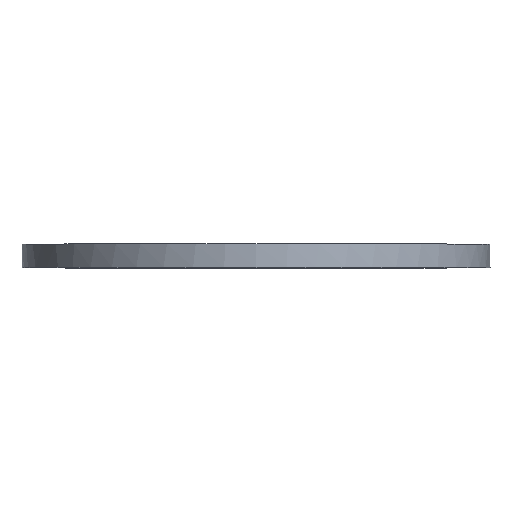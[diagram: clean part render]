
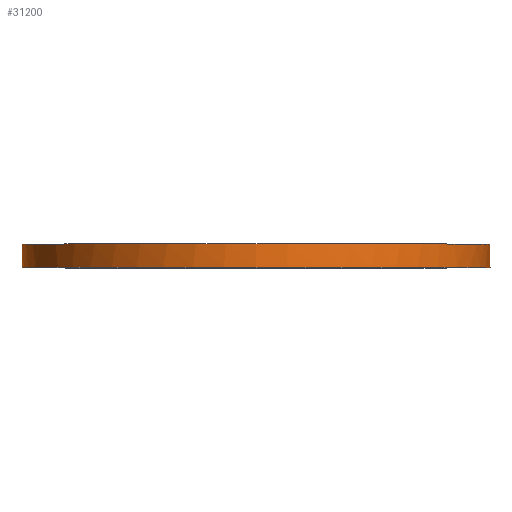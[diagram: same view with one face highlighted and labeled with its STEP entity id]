
A CAD part, top view. The second image highlights one B-rep face of the part: STEP entity #31200.
In plain terms, the highlighted free-form (B-spline) face has degree [5, 1] with [21, 2] control points.
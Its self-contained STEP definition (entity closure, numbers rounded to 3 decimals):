
#3016=FACE_OUTER_BOUND('',#4851,.T.);
#4851=EDGE_LOOP('',(#28710,#28711,#28712,#28713));
#7569=LINE('',#54560,#10286);
#10286=VECTOR('',#37430,10.);
#10915=B_SPLINE_CURVE_WITH_KNOTS('',5,(#43400,#43401,#43402,#43403,#43404,
#43405,#43406,#43407,#43408,#43409,#43410,#43411,#43412,#43413,#43414,#43415,
#43416,#43417,#43418,#43419,#43420),.UNSPECIFIED.,.T.,.F.,(6,1,1,1,1,1,
1,1,1,1,1,1,1,1,1,1,6),(0.,0.088,0.138,0.197,
0.25,0.303,0.362,0.429,0.5,0.571,
0.638,0.697,0.75,0.803,0.862,
0.912,1.),.UNSPECIFIED.);
#11880=B_SPLINE_CURVE_WITH_KNOTS('',5,(#54485,#54486,#54487,#54488,#54489,
#54490,#54491,#54492,#54493,#54494,#54495,#54496,#54497,#54498,#54499,#54500,
#54501,#54502,#54503,#54504,#54505),.UNSPECIFIED.,.T.,.F.,(6,1,1,1,1,1,
1,1,1,1,1,1,1,1,1,1,6),(-1.,-0.912,-0.862,-0.803,
-0.75,-0.697,-0.638,-0.571,-0.5,-0.429,
-0.362,-0.303,-0.25,-0.197,-0.138,
-0.088,0.),.UNSPECIFIED.);
#12801=VERTEX_POINT('',#43399);
#14941=VERTEX_POINT('',#54484);
#16323=EDGE_CURVE('',#12801,#12801,#10915,.T.);
#19532=EDGE_CURVE('',#14941,#14941,#11880,.T.);
#19535=EDGE_CURVE('',#12801,#14941,#7569,.T.);
#28710=ORIENTED_EDGE('',*,*,#19535,.F.);
#28711=ORIENTED_EDGE('',*,*,#16323,.F.);
#28712=ORIENTED_EDGE('',*,*,#19535,.T.);
#28713=ORIENTED_EDGE('',*,*,#19532,.F.);
#29518=B_SPLINE_SURFACE_WITH_KNOTS('',5,1,((#54518,#54519),(#54520,#54521),
(#54522,#54523),(#54524,#54525),(#54526,#54527),(#54528,#54529),(#54530,
#54531),(#54532,#54533),(#54534,#54535),(#54536,#54537),(#54538,#54539),
(#54540,#54541),(#54542,#54543),(#54544,#54545),(#54546,#54547),(#54548,
#54549),(#54550,#54551),(#54552,#54553),(#54554,#54555),(#54556,#54557),
(#54558,#54559)),.UNSPECIFIED.,.T.,.F.,.F.,(6,1,1,1,1,1,1,1,1,1,1,1,1,1,
1,1,6),(2,2),(0.,0.088,0.138,0.197,
0.25,0.303,0.362,0.429,0.5,0.571,
0.638,0.697,0.75,0.803,0.862,
0.912,1.),(-0.15,0.15),.UNSPECIFIED.);
#31200=ADVANCED_FACE('',(#3016),#29518,.T.);
#37430=DIRECTION('',(0.,-1.,0.));
#43399=CARTESIAN_POINT('',(0.,1.5,35.));
#43400=CARTESIAN_POINT('Ctrl Pts',(0.,1.5,35.));
#43401=CARTESIAN_POINT('Ctrl Pts',(4.763,1.5,35.));
#43402=CARTESIAN_POINT('Ctrl Pts',(12.229,1.5,33.253));
#43403=CARTESIAN_POINT('Ctrl Pts',(21.706,1.5,26.843));
#43404=CARTESIAN_POINT('Ctrl Pts',(28.185,1.5,16.945));
#43405=CARTESIAN_POINT('Ctrl Pts',(30.044,1.5,7.557));
#43406=CARTESIAN_POINT('Ctrl Pts',(30.012,1.5,0.002));
#43407=CARTESIAN_POINT('Ctrl Pts',(30.041,1.5,-8.026));
#43408=CARTESIAN_POINT('Ctrl Pts',(28.058,1.5,-17.476));
#43409=CARTESIAN_POINT('Ctrl Pts',(19.054,1.5,-30.507));
#43410=CARTESIAN_POINT('Ctrl Pts',(0.,1.5,-39.393));
#43411=CARTESIAN_POINT('Ctrl Pts',(-19.054,1.5,-30.507));
#43412=CARTESIAN_POINT('Ctrl Pts',(-28.058,1.5,-17.476));
#43413=CARTESIAN_POINT('Ctrl Pts',(-30.041,1.5,-8.026));
#43414=CARTESIAN_POINT('Ctrl Pts',(-30.012,1.5,0.002));
#43415=CARTESIAN_POINT('Ctrl Pts',(-30.044,1.5,7.557));
#43416=CARTESIAN_POINT('Ctrl Pts',(-28.185,1.5,16.945));
#43417=CARTESIAN_POINT('Ctrl Pts',(-21.706,1.5,26.843));
#43418=CARTESIAN_POINT('Ctrl Pts',(-12.229,1.5,33.253));
#43419=CARTESIAN_POINT('Ctrl Pts',(-4.763,1.5,35.));
#43420=CARTESIAN_POINT('Ctrl Pts',(0.,1.5,35.));
#54484=CARTESIAN_POINT('',(0.,-1.5,35.));
#54485=CARTESIAN_POINT('Ctrl Pts',(0.,-1.5,35.));
#54486=CARTESIAN_POINT('Ctrl Pts',(-4.763,-1.5,35.));
#54487=CARTESIAN_POINT('Ctrl Pts',(-12.229,-1.5,33.253));
#54488=CARTESIAN_POINT('Ctrl Pts',(-21.706,-1.5,26.843));
#54489=CARTESIAN_POINT('Ctrl Pts',(-28.185,-1.5,16.945));
#54490=CARTESIAN_POINT('Ctrl Pts',(-30.044,-1.5,7.557));
#54491=CARTESIAN_POINT('Ctrl Pts',(-30.012,-1.5,0.002));
#54492=CARTESIAN_POINT('Ctrl Pts',(-30.041,-1.5,-8.026));
#54493=CARTESIAN_POINT('Ctrl Pts',(-28.058,-1.5,-17.476));
#54494=CARTESIAN_POINT('Ctrl Pts',(-19.054,-1.5,-30.507));
#54495=CARTESIAN_POINT('Ctrl Pts',(0.,-1.5,-39.393));
#54496=CARTESIAN_POINT('Ctrl Pts',(19.054,-1.5,-30.507));
#54497=CARTESIAN_POINT('Ctrl Pts',(28.058,-1.5,-17.476));
#54498=CARTESIAN_POINT('Ctrl Pts',(30.041,-1.5,-8.026));
#54499=CARTESIAN_POINT('Ctrl Pts',(30.012,-1.5,0.002));
#54500=CARTESIAN_POINT('Ctrl Pts',(30.044,-1.5,7.557));
#54501=CARTESIAN_POINT('Ctrl Pts',(28.185,-1.5,16.945));
#54502=CARTESIAN_POINT('Ctrl Pts',(21.706,-1.5,26.843));
#54503=CARTESIAN_POINT('Ctrl Pts',(12.229,-1.5,33.253));
#54504=CARTESIAN_POINT('Ctrl Pts',(4.763,-1.5,35.));
#54505=CARTESIAN_POINT('Ctrl Pts',(0.,-1.5,35.));
#54518=CARTESIAN_POINT('Ctrl Pts',(0.,-1.5,35.));
#54519=CARTESIAN_POINT('Ctrl Pts',(0.,1.5,35.));
#54520=CARTESIAN_POINT('Ctrl Pts',(4.763,-1.5,35.));
#54521=CARTESIAN_POINT('Ctrl Pts',(4.763,1.5,35.));
#54522=CARTESIAN_POINT('Ctrl Pts',(12.229,-1.5,33.253));
#54523=CARTESIAN_POINT('Ctrl Pts',(12.229,1.5,33.253));
#54524=CARTESIAN_POINT('Ctrl Pts',(21.706,-1.5,26.843));
#54525=CARTESIAN_POINT('Ctrl Pts',(21.706,1.5,26.843));
#54526=CARTESIAN_POINT('Ctrl Pts',(28.185,-1.5,16.945));
#54527=CARTESIAN_POINT('Ctrl Pts',(28.185,1.5,16.945));
#54528=CARTESIAN_POINT('Ctrl Pts',(30.044,-1.5,7.557));
#54529=CARTESIAN_POINT('Ctrl Pts',(30.044,1.5,7.557));
#54530=CARTESIAN_POINT('Ctrl Pts',(30.012,-1.5,0.002));
#54531=CARTESIAN_POINT('Ctrl Pts',(30.012,1.5,0.002));
#54532=CARTESIAN_POINT('Ctrl Pts',(30.041,-1.5,-8.026));
#54533=CARTESIAN_POINT('Ctrl Pts',(30.041,1.5,-8.026));
#54534=CARTESIAN_POINT('Ctrl Pts',(28.058,-1.5,-17.476));
#54535=CARTESIAN_POINT('Ctrl Pts',(28.058,1.5,-17.476));
#54536=CARTESIAN_POINT('Ctrl Pts',(19.054,-1.5,-30.507));
#54537=CARTESIAN_POINT('Ctrl Pts',(19.054,1.5,-30.507));
#54538=CARTESIAN_POINT('Ctrl Pts',(0.,-1.5,-39.393));
#54539=CARTESIAN_POINT('Ctrl Pts',(0.,1.5,-39.393));
#54540=CARTESIAN_POINT('Ctrl Pts',(-19.054,-1.5,-30.507));
#54541=CARTESIAN_POINT('Ctrl Pts',(-19.054,1.5,-30.507));
#54542=CARTESIAN_POINT('Ctrl Pts',(-28.058,-1.5,-17.476));
#54543=CARTESIAN_POINT('Ctrl Pts',(-28.058,1.5,-17.476));
#54544=CARTESIAN_POINT('Ctrl Pts',(-30.041,-1.5,-8.026));
#54545=CARTESIAN_POINT('Ctrl Pts',(-30.041,1.5,-8.026));
#54546=CARTESIAN_POINT('Ctrl Pts',(-30.012,-1.5,0.002));
#54547=CARTESIAN_POINT('Ctrl Pts',(-30.012,1.5,0.002));
#54548=CARTESIAN_POINT('Ctrl Pts',(-30.044,-1.5,7.557));
#54549=CARTESIAN_POINT('Ctrl Pts',(-30.044,1.5,7.557));
#54550=CARTESIAN_POINT('Ctrl Pts',(-28.185,-1.5,16.945));
#54551=CARTESIAN_POINT('Ctrl Pts',(-28.185,1.5,16.945));
#54552=CARTESIAN_POINT('Ctrl Pts',(-21.706,-1.5,26.843));
#54553=CARTESIAN_POINT('Ctrl Pts',(-21.706,1.5,26.843));
#54554=CARTESIAN_POINT('Ctrl Pts',(-12.229,-1.5,33.253));
#54555=CARTESIAN_POINT('Ctrl Pts',(-12.229,1.5,33.253));
#54556=CARTESIAN_POINT('Ctrl Pts',(-4.763,-1.5,35.));
#54557=CARTESIAN_POINT('Ctrl Pts',(-4.763,1.5,35.));
#54558=CARTESIAN_POINT('Ctrl Pts',(0.,-1.5,35.));
#54559=CARTESIAN_POINT('Ctrl Pts',(0.,1.5,35.));
#54560=CARTESIAN_POINT('',(0.,0.,35.));
